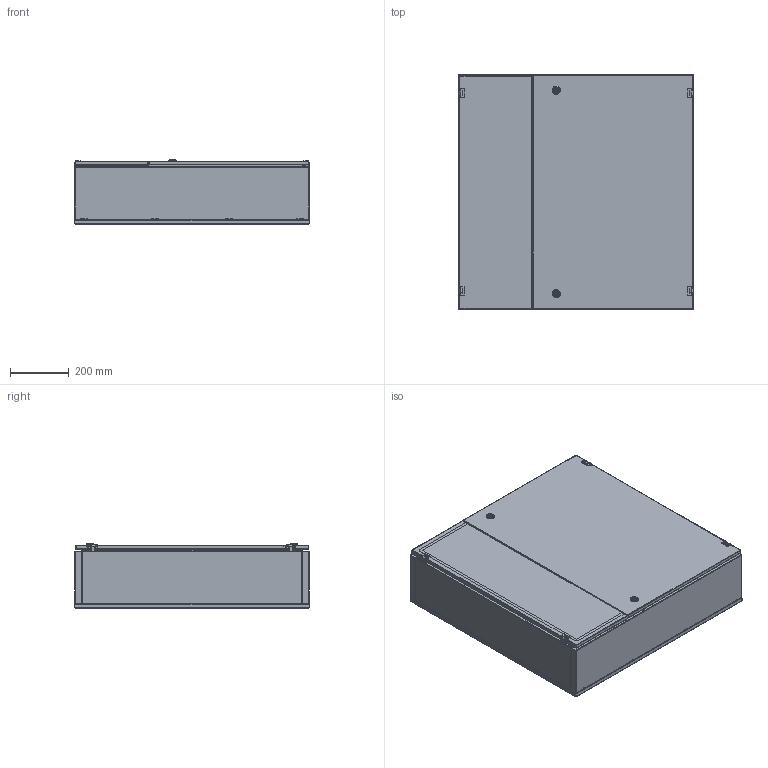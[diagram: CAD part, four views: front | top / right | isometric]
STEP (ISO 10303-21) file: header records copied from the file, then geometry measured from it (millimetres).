
FILE_DESCRIPTION (( 'STEP AP214' ), '1' );
FILE_NAME ('EKO-882.STEP', '2017-06-22T18:30:17', ( '' ), ( '' ), 'SwSTEP 2.0', 'SolidWorks 2017', '' );
FILE_SCHEMA (( 'AUTOMOTIVE_DESIGN' ));
Length unit declared in the file: millimetre
Products named in the file (1): EKO-882
Bounding box: 800 x 800 x 218.1 mm (x, y, z)
Volume: 2517141.9 mm3; surface area: 4884904.1 mm2
Topology: 53 solids, 53 shells, 3633 faces, 9111 edges, 5551 vertices
Faces by surface type: plane 1785, cylinder 1142, bspline 268, cone 256, torus 134, sphere 48
Entity records: 125326 total; most frequent: CARTESIAN_POINT 39212, ORIENTED_EDGE 18098, DIRECTION 17059, EDGE_CURVE 9049, AXIS2_PLACEMENT_3D 5816, VERTEX_POINT 5551, VECTOR 5427, LINE 5427
